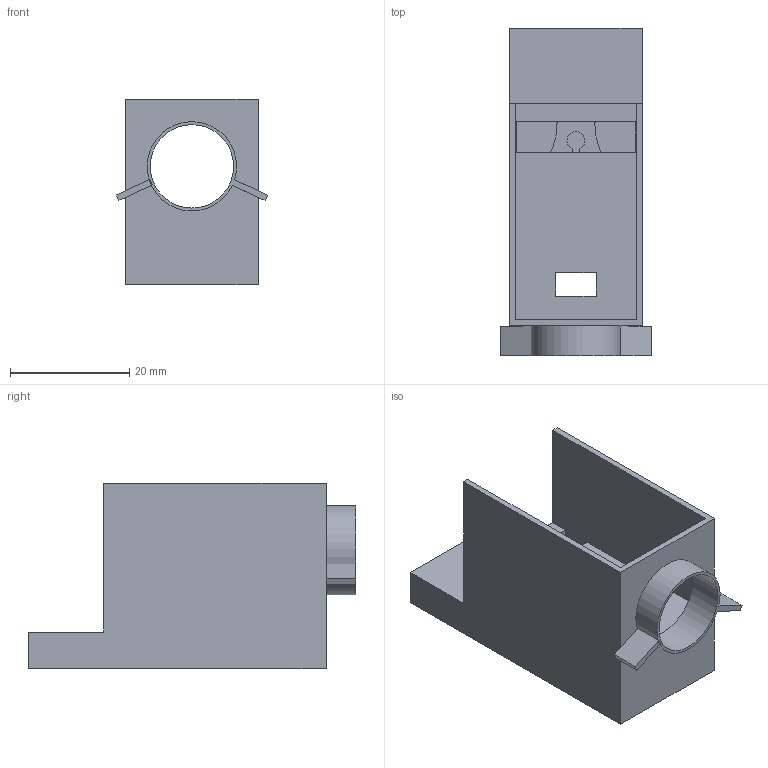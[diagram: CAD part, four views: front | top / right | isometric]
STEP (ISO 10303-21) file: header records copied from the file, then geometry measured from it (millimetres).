
FILE_DESCRIPTION(/* description */ ('','CAx-IF Rec.Pracs.---Representation and Presentation of Product Manufacturing Information (PMI)---4.0---2014-10-13'),/* implementation_level */ '2;1');
FILE_NAME(/* name */ 'Upper Shoulder v9.step',/* time_stamp */ '2025-01-13T14:14:52+11:00',/* author */ (''),/* organization */ (''),/* preprocessor_version */ 'ST-DEVELOPER v20',/* originating_system */ 'Autodesk Translation Framework v13.20.0.188',/* authorisation */ '');
FILE_SCHEMA (('AP242_MANAGED_MODEL_BASED_3D_ENGINEERING_MIM_LF { 1 0 10303 442 1 1 4 }'));
Length unit declared in the file: millimetre
Products named in the file (1): Upper Shoulder
Bounding box: 25.35 x 55 x 31.2 mm (x, y, z)
Volume: 11288.6 mm3; surface area: 9053.2 mm2
Topology: 2 solids, 2 shells, 92 faces, 274 edges, 193 vertices
Faces by surface type: plane 52, cylinder 22, torus 10, bspline 8
Full cylindrical faces by diameter (mm): 14 x1
Entity records: 8145 total; most frequent: CARTESIAN_POINT 5718, ORIENTED_EDGE 548, DIRECTION 438, EDGE_CURVE 274, VERTEX_POINT 193, AXIS2_PLACEMENT_3D 149, LINE 140, VECTOR 140
